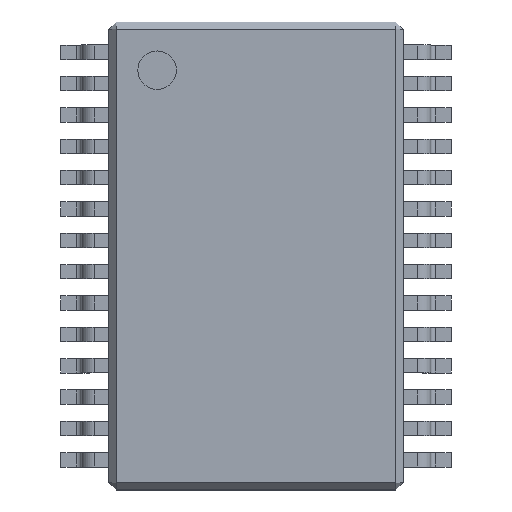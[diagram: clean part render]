
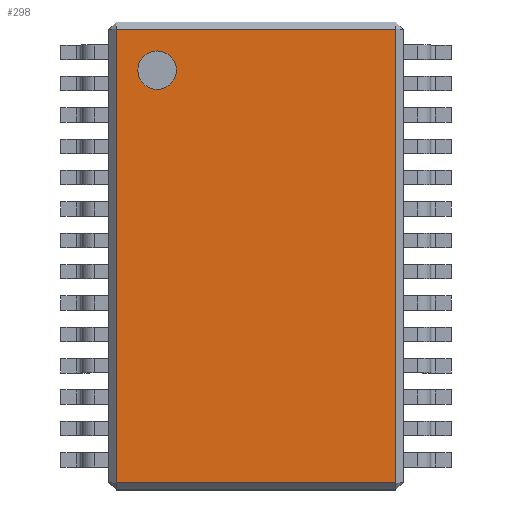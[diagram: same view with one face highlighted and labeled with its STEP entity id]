
A CAD part, top view. The second image highlights one B-rep face of the part: STEP entity #298.
In plain terms, the highlighted planar face has unit normal (0, 0, 1).
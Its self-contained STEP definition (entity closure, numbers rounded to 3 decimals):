
#13=DIRECTION('',(0.,0.,1.));
#14=DIRECTION('',(1.,0.,0.));
#91=VECTOR('',#92,1.);
#92=DIRECTION('',(0.,1.,0.));
#167=VERTEX_POINT('',#168);
#168=CARTESIAN_POINT('',(-2.9,-4.7,2.));
#176=VERTEX_POINT('',#177);
#177=CARTESIAN_POINT('',(-2.9,4.7,2.));
#182=ORIENTED_EDGE('',*,*,#183,.F.);
#183=EDGE_CURVE('',#167,#176,#184,.T.);
#184=LINE('',#185,#91);
#185=CARTESIAN_POINT('',(-2.9,-4.85,2.));
#255=VECTOR('',#14,1.);
#298=ADVANCED_FACE('',(#299,#317),#326,.T.);
#299=FACE_BOUND('',#300,.T.);
#300=EDGE_LOOP('',(#182,#301,#307,#313));
#301=ORIENTED_EDGE('',*,*,#302,.T.);
#302=EDGE_CURVE('',#167,#303,#305,.T.);
#303=VERTEX_POINT('',#304);
#304=CARTESIAN_POINT('',(2.9,-4.7,2.));
#305=LINE('',#306,#255);
#306=CARTESIAN_POINT('',(-3.05,-4.7,2.));
#307=ORIENTED_EDGE('',*,*,#308,.T.);
#308=EDGE_CURVE('',#303,#309,#311,.T.);
#309=VERTEX_POINT('',#310);
#310=CARTESIAN_POINT('',(2.9,4.7,2.));
#311=LINE('',#312,#91);
#312=CARTESIAN_POINT('',(2.9,-4.85,2.));
#313=ORIENTED_EDGE('',*,*,#314,.F.);
#314=EDGE_CURVE('',#176,#309,#315,.T.);
#315=LINE('',#316,#255);
#316=CARTESIAN_POINT('',(-3.05,4.7,2.));
#317=FACE_BOUND('',#318,.T.);
#318=EDGE_LOOP('',(#319));
#319=ORIENTED_EDGE('',*,*,#320,.F.);
#320=EDGE_CURVE('',#321,#321,#323,.T.);
#321=VERTEX_POINT('',#322);
#322=CARTESIAN_POINT('',(-1.65,3.85,2.));
#323=CIRCLE('',#324,0.4);
#324=AXIS2_PLACEMENT_3D('',#325,#13,#14);
#325=CARTESIAN_POINT('',(-2.05,3.85,2.));
#326=PLANE('',#327);
#327=AXIS2_PLACEMENT_3D('',#328,#13,#14);
#328=CARTESIAN_POINT('',(-3.05,-4.85,2.));
